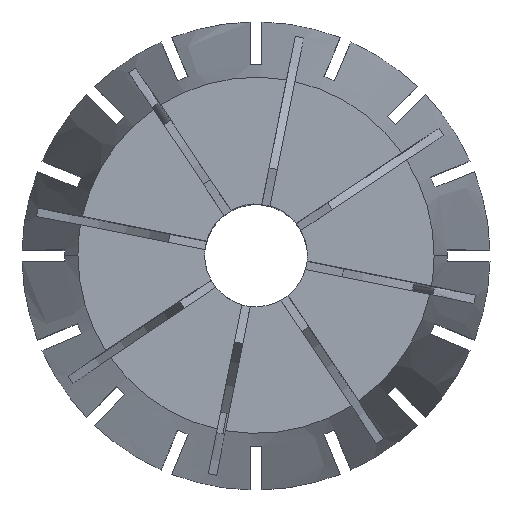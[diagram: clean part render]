
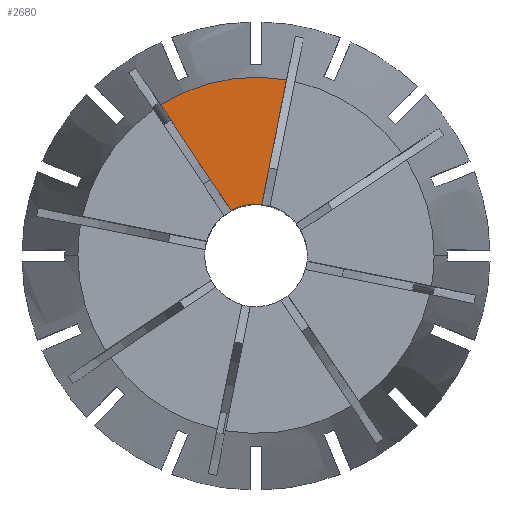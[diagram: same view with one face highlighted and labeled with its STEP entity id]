
A CAD part, top view. The second image highlights one B-rep face of the part: STEP entity #2680.
In plain terms, the highlighted planar face has unit normal (0, 0, 1).
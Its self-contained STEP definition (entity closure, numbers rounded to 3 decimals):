
#18 = AXIS2_PLACEMENT_3D ( 'NONE', #4803, #3589, #4210 ) ;
#220 = AXIS2_PLACEMENT_3D ( 'NONE', #5839, #5186, #6426 ) ;
#403 = ORIENTED_EDGE ( 'NONE', *, *, #4832, .F. ) ;
#590 = CARTESIAN_POINT ( 'NONE',  ( 0.312, 0.208, 0. ) ) ;
#727 = ORIENTED_EDGE ( 'NONE', *, *, #1904, .F. ) ;
#1086 = FACE_OUTER_BOUND ( 'NONE', #4984, .T. ) ;
#1099 = LINE ( 'NONE', #4336, #6162 ) ;
#1152 = PLANE ( 'NONE',  #6362 ) ;
#1383 = CARTESIAN_POINT ( 'NONE',  ( 0.507, 4.471, 0. ) ) ;
#1583 = CARTESIAN_POINT ( 'NONE',  ( -2.18, 3.937, 0. ) ) ;
#1691 = VERTEX_POINT ( 'NONE', #6545 ) ;
#1904 = EDGE_CURVE ( 'NONE', #6406, #2732, #1099, .T. ) ;
#1963 = LINE ( 'NONE', #590, #4922 ) ;
#2680 = ADVANCED_FACE ( 'NONE', ( #1086 ), #1152, .F. ) ;
#2732 = VERTEX_POINT ( 'NONE', #1383 ) ;
#3589 = DIRECTION ( 'NONE',  ( 0., 0., 1. ) ) ;
#3745 = CARTESIAN_POINT ( 'NONE',  ( 2.674, 15.365, 0. ) ) ;
#4103 = CIRCLE ( 'NONE', #18, 4.5 ) ;
#4139 = DIRECTION ( 'NONE',  ( 0., 0., -1. ) ) ;
#4210 = DIRECTION ( 'NONE',  ( 1., 0., 0. ) ) ;
#4336 = CARTESIAN_POINT ( 'NONE',  ( -0.368, 0.073, 0. ) ) ;
#4803 = CARTESIAN_POINT ( 'NONE',  ( 0., 0., 0. ) ) ;
#4811 = CARTESIAN_POINT ( 'NONE',  ( 0., 0., 0. ) ) ;
#4832 = EDGE_CURVE ( 'NONE', #2732, #6618, #4103, .T. ) ;
#4922 = VECTOR ( 'NONE', #7030, 1000. ) ;
#4934 = ORIENTED_EDGE ( 'NONE', *, *, #6041, .T. ) ;
#4984 = EDGE_LOOP ( 'NONE', ( #5331, #403, #727, #4934 ) ) ;
#5023 = CIRCLE ( 'NONE', #220, 15.595 ) ;
#5186 = DIRECTION ( 'NONE',  ( 0., 0., 1. ) ) ;
#5331 = ORIENTED_EDGE ( 'NONE', *, *, #5744, .T. ) ;
#5744 = EDGE_CURVE ( 'NONE', #1691, #6618, #1963, .T. ) ;
#5839 = CARTESIAN_POINT ( 'NONE',  ( 0., 0., 0. ) ) ;
#6041 = EDGE_CURVE ( 'NONE', #6406, #1691, #5023, .T. ) ;
#6162 = VECTOR ( 'NONE', #6694, 1000. ) ;
#6362 = AXIS2_PLACEMENT_3D ( 'NONE', #4811, #4139, #6556 ) ;
#6406 = VERTEX_POINT ( 'NONE', #3745 ) ;
#6426 = DIRECTION ( 'NONE',  ( 1., 0., 0. ) ) ;
#6545 = CARTESIAN_POINT ( 'NONE',  ( -8.35, 13.172, 0. ) ) ;
#6556 = DIRECTION ( 'NONE',  ( -1., 0., 0. ) ) ;
#6618 = VERTEX_POINT ( 'NONE', #1583 ) ;
#6694 = DIRECTION ( 'NONE',  ( -0.195, -0.981, 0. ) ) ;
#7030 = DIRECTION ( 'NONE',  ( 0.556, -0.831, 0. ) ) ;
